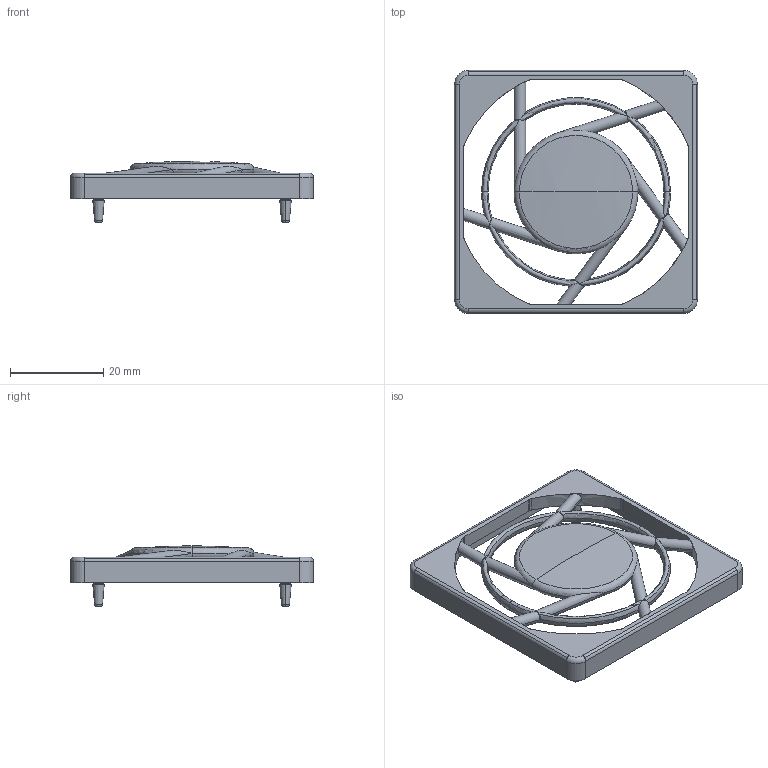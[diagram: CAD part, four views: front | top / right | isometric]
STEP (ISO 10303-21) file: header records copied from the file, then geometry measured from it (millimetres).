
FILE_DESCRIPTION((''),'2;1');
FILE_NAME('SG-50-40-01.stp','2010-02-22T21:25:52',(''),(''),'Mechanical Desktop.R8.0.24.0','Mechanical Desktop.R8.0.24.0',', , ');
FILE_SCHEMA(('CONFIG_CONTROL_DESIGN'));
Length unit declared in the file: millimetre
Products named in the file (2): SG-50-40-01A; SG-50-40-01
Assembly tree (1 placements, depth 2):
  SG-50-40-01A
    SG-50-40-01
Bounding box: 52 x 52 x 13.1 mm (x, y, z)
Volume: 4472.1 mm3; surface area: 6085.5 mm2
Topology: 1 solids, 1 shells, 605 faces, 1709 edges, 1109 vertices
Faces by surface type: bspline 358, plane 95, cylinder 80, torus 54, cone 16, sphere 2
Entity records: 23028 total; most frequent: CARTESIAN_POINT 9760, ORIENTED_EDGE 3410, EDGE_CURVE 1705, DIRECTION 1637, VERTEX_POINT 1109, B_SPLINE_CURVE_WITH_KNOTS 817, VECTOR 637, LINE 637
